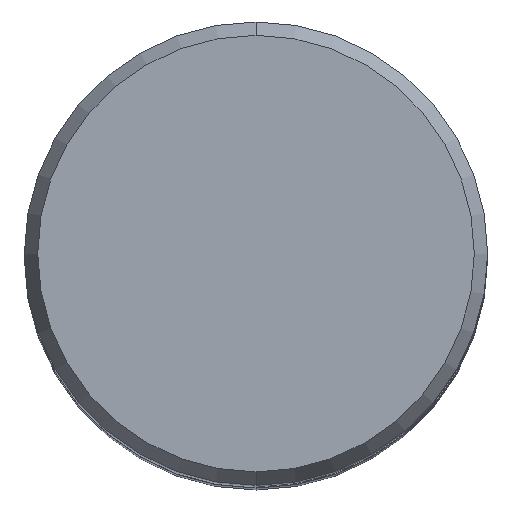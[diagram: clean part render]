
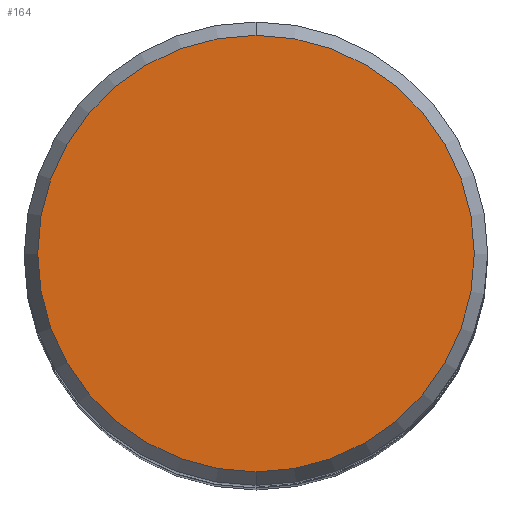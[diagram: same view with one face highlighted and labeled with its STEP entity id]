
A CAD part, top view. The second image highlights one B-rep face of the part: STEP entity #164.
In plain terms, the highlighted planar face has unit normal (0, 0, 1).
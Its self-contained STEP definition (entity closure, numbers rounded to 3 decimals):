
#164=ADVANCED_FACE('',(#346),#347,.T.);
#214=EDGE_CURVE('',#220,#252,#401,.T.);
#220=VERTEX_POINT('',#410);
#252=VERTEX_POINT('',#445);
#254=EDGE_CURVE('',#252,#220,#447,.T.);
#346=FACE_OUTER_BOUND('',#552,.T.);
#347=PLANE('',#553);
#401=CIRCLE('',#621,14.958);
#410=CARTESIAN_POINT('',(0.0,14.958,0.01));
#445=CARTESIAN_POINT('',(0.,-14.958,0.01));
#447=CIRCLE('',#679,14.958);
#552=EDGE_LOOP('',(#775,#776));
#553=AXIS2_PLACEMENT_3D('',#777,#778,#779);
#621=AXIS2_PLACEMENT_3D('',#833,#834,#835);
#679=AXIS2_PLACEMENT_3D('',#892,#893,#894);
#775=ORIENTED_EDGE('',*,*,#214,.F.);
#776=ORIENTED_EDGE('',*,*,#254,.F.);
#777=CARTESIAN_POINT('',(0.0,7.479,0.01));
#778=DIRECTION('',(-0.0,0.0,1.0));
#779=DIRECTION('',(0.0,-1.0,0.0));
#833=CARTESIAN_POINT('',(0.0,0.0,0.01));
#834=DIRECTION('',(0.0,0.0,-1.0));
#835=DIRECTION('',(0.0,1.0,0.0));
#892=CARTESIAN_POINT('',(0.0,0.0,0.01));
#893=DIRECTION('',(0.0,0.0,-1.0));
#894=DIRECTION('',(0.0,1.0,0.0));
